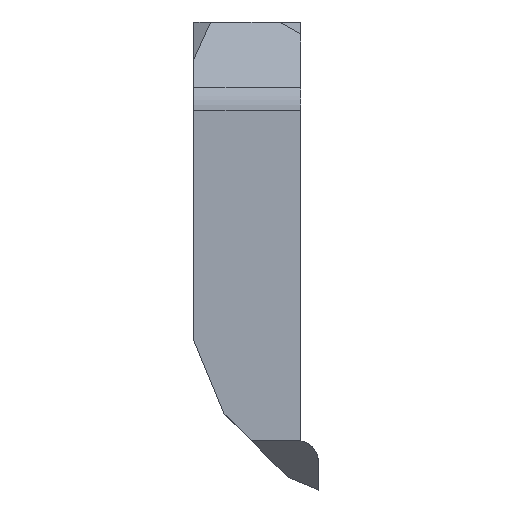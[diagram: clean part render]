
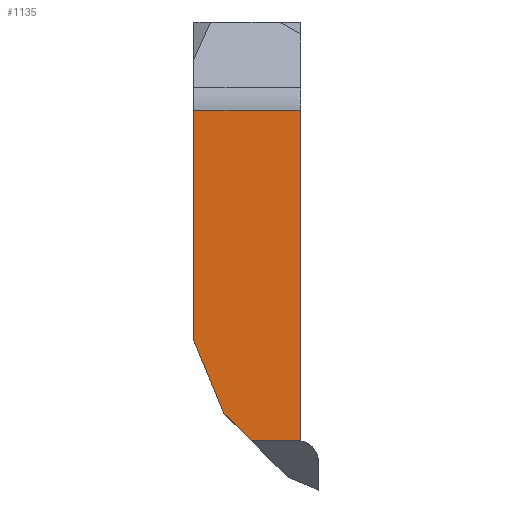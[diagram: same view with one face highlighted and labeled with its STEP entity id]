
A CAD part, left-side view. The second image highlights one B-rep face of the part: STEP entity #1135.
In plain terms, the highlighted planar face has unit normal (-1, 0, 0).
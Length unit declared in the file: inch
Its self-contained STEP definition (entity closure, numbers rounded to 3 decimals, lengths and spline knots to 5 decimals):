
#45 = PLANE ( 'NONE',  #347 ) ;
#48 = CARTESIAN_POINT ( 'NONE',  ( -5.3, 2.5, 3.60208 ) ) ;
#57 = EDGE_CURVE ( 'NONE', #533, #719, #1171, .T. ) ;
#101 = DIRECTION ( 'NONE',  ( 0., 1., 0. ) ) ;
#116 = EDGE_CURVE ( 'NONE', #719, #171, #262, .T. ) ;
#170 = VECTOR ( 'NONE', #718, 39.37008 ) ;
#171 = VERTEX_POINT ( 'NONE', #1058 ) ;
#192 = VERTEX_POINT ( 'NONE', #1187 ) ;
#194 = DIRECTION ( 'NONE',  ( 0., -1., 0. ) ) ;
#200 = EDGE_CURVE ( 'NONE', #192, #569, #415, .T. ) ;
#227 = VECTOR ( 'NONE', #828, 39.37008 ) ;
#234 = FACE_OUTER_BOUND ( 'NONE', #501, .T. ) ;
#237 = EDGE_CURVE ( 'NONE', #171, #192, #1100, .T. ) ;
#245 = CARTESIAN_POINT ( 'NONE',  ( -5.3, 0., 0. ) ) ;
#257 = DIRECTION ( 'NONE',  ( -1., 0., 0. ) ) ;
#259 = VECTOR ( 'NONE', #101, 39.37008 ) ;
#262 = LINE ( 'NONE', #291, #170 ) ;
#291 = CARTESIAN_POINT ( 'NONE',  ( -5.3, 5.73764, 6.04253 ) ) ;
#320 = CARTESIAN_POINT ( 'NONE',  ( -5.3, 12.79971, 7.52589 ) ) ;
#340 = ORIENTED_EDGE ( 'NONE', *, *, #200, .T. ) ;
#347 = AXIS2_PLACEMENT_3D ( 'NONE', #1248, #257, #704 ) ;
#353 = DIRECTION ( 'NONE',  ( 0., 0., -1. ) ) ;
#366 = CARTESIAN_POINT ( 'NONE',  ( -5.3, 0., 3.60208 ) ) ;
#415 = LINE ( 'NONE', #1293, #1012 ) ;
#501 = EDGE_LOOP ( 'NONE', ( #754, #602, #891, #935, #1096, #340 ) ) ;
#533 = VERTEX_POINT ( 'NONE', #48 ) ;
#569 = VERTEX_POINT ( 'NONE', #1356 ) ;
#602 = ORIENTED_EDGE ( 'NONE', *, *, #946, .T. ) ;
#704 = DIRECTION ( 'NONE',  ( 0., 0., 1. ) ) ;
#705 = EDGE_CURVE ( 'NONE', #1150, #569, #1321, .T. ) ;
#718 = DIRECTION ( 'NONE',  ( 0., -0.383, -0.924 ) ) ;
#719 = VERTEX_POINT ( 'NONE', #1022 ) ;
#754 = ORIENTED_EDGE ( 'NONE', *, *, #705, .F. ) ;
#828 = DIRECTION ( 'NONE',  ( 0., 0., -1. ) ) ;
#891 = ORIENTED_EDGE ( 'NONE', *, *, #57, .T. ) ;
#935 = ORIENTED_EDGE ( 'NONE', *, *, #116, .T. ) ;
#946 = EDGE_CURVE ( 'NONE', #1150, #533, #1405, .T. ) ;
#965 = CARTESIAN_POINT ( 'NONE',  ( -5.3, 20.3256, 3.60208 ) ) ;
#1012 = VECTOR ( 'NONE', #194, 39.37008 ) ;
#1022 = CARTESIAN_POINT ( 'NONE',  ( -5.3, 2.5, -1.77382 ) ) ;
#1058 = CARTESIAN_POINT ( 'NONE',  ( -5.3, 1.79289, -3.48093 ) ) ;
#1073 = DIRECTION ( 'NONE',  ( 0., -0.707, -0.707 ) ) ;
#1096 = ORIENTED_EDGE ( 'NONE', *, *, #237, .T. ) ;
#1100 = LINE ( 'NONE', #320, #1287 ) ;
#1135 = ADVANCED_FACE ( 'NONE', ( #234 ), #45, .T. ) ;
#1150 = VERTEX_POINT ( 'NONE', #366 ) ;
#1171 = LINE ( 'NONE', #1366, #227 ) ;
#1187 = CARTESIAN_POINT ( 'NONE',  ( -5.3, 1.15, -4.12382 ) ) ;
#1226 = VECTOR ( 'NONE', #353, 39.37008 ) ;
#1248 = CARTESIAN_POINT ( 'NONE',  ( -5.3, 20.3256, 0. ) ) ;
#1287 = VECTOR ( 'NONE', #1073, 39.37008 ) ;
#1293 = CARTESIAN_POINT ( 'NONE',  ( -5.3, 20.3256, -4.12382 ) ) ;
#1321 = LINE ( 'NONE', #245, #1226 ) ;
#1356 = CARTESIAN_POINT ( 'NONE',  ( -5.3, 0., -4.12382 ) ) ;
#1366 = CARTESIAN_POINT ( 'NONE',  ( -5.3, 2.5, 0. ) ) ;
#1405 = LINE ( 'NONE', #965, #259 ) ;
